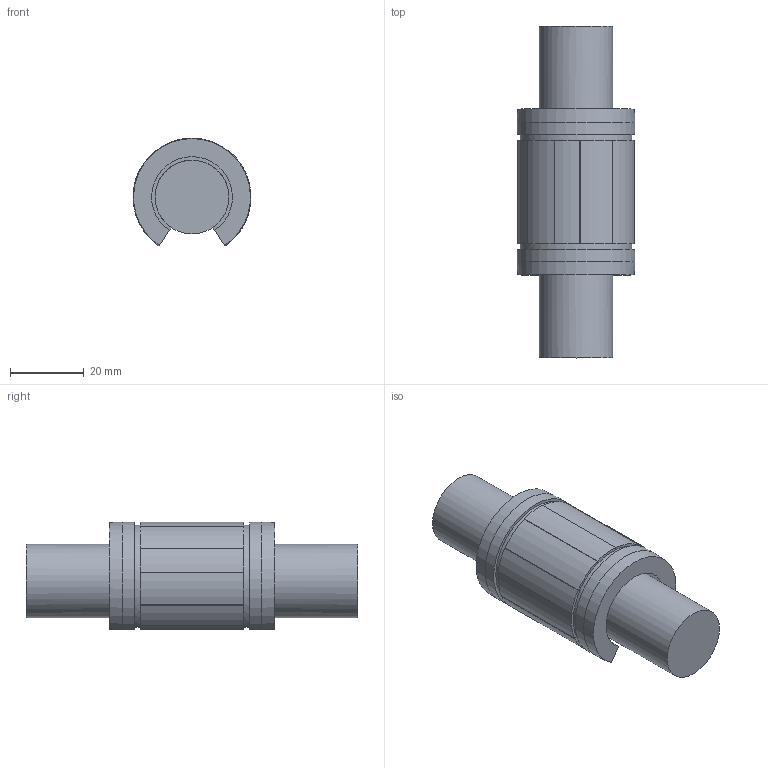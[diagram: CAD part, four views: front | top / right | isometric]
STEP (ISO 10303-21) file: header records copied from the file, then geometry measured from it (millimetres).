
FILE_DESCRIPTION((''),'2;1');
FILE_NAME('LMES20OP.stp','2013-02-14T08:11:22',('user2'),(''),'Autodesk Inventor 2012','Autodesk Inventor 2012','');
FILE_SCHEMA(('AUTOMOTIVE_DESIGN { 1 0 10303 214 1 1 1 1 }'));
Length unit declared in the file: millimetre
Products named in the file (1): LMES20OP
Bounding box: 31.97 x 90 x 29.25 mm (x, y, z)
Volume: 45190.5 mm3; surface area: 10261.1 mm2
Topology: 1 solids, 1 shells, 62 faces, 180 edges, 120 vertices
Faces by surface type: plane 42, cylinder 18, cone 2
Full cylindrical faces by diameter (mm): 20 x1
Entity records: 2103 total; most frequent: DIRECTION 362, CARTESIAN_POINT 357, ORIENTED_EDGE 352, EDGE_CURVE 176, AXIS2_PLACEMENT_3D 123, VERTEX_POINT 118, VECTOR 116, LINE 116
